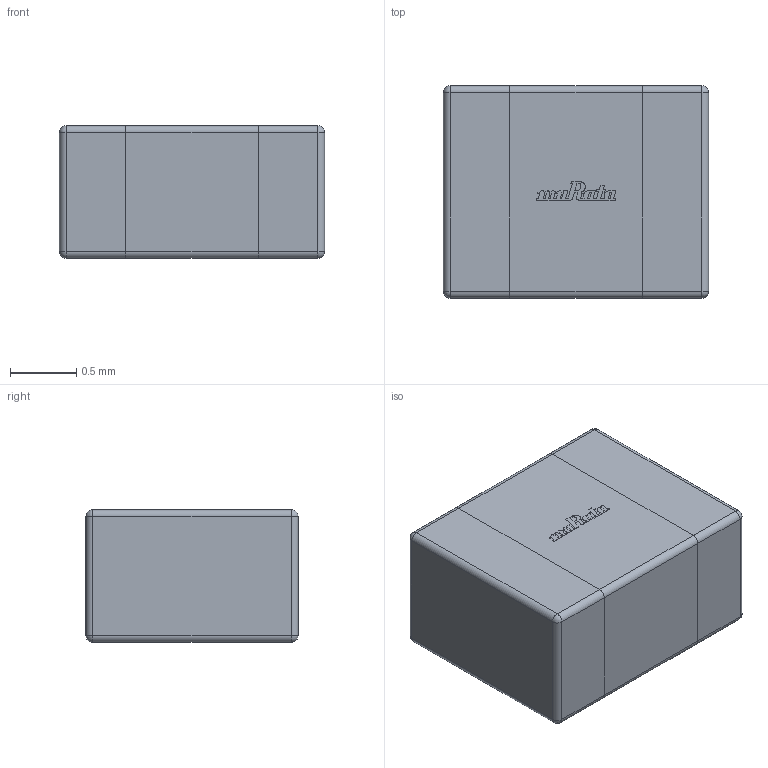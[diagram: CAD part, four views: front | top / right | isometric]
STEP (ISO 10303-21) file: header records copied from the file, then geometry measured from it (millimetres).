
FILE_DESCRIPTION(('FreeCAD Model'),'2;1');
FILE_NAME('DFE201610C.step', '2020-09-02T20:55:12',('Author'),(''), 'Open CASCADE STEP processor 7.3','FreeCAD','Unknown');
FILE_SCHEMA(('AUTOMOTIVE_DESIGN { 1 0 10303 214 1 1 1 1 }'));
Length unit declared in the file: millimetre
Products named in the file (4): DFE201610C; Logo; Body; Pins
Assembly tree (3 placements, depth 2):
  DFE201610C
    Logo
    Body
    Pins
Bounding box: 2 x 1.6 x 1 mm (x, y, z)
Volume: 3.2 mm3; surface area: 19.7 mm2
Topology: 4 solids, 4 shells, 209 faces, 587 edges, 378 vertices
Faces by surface type: cylinder 104, plane 97, sphere 8
Entity records: 14264 total; most frequent: CARTESIAN_POINT 3248, DIRECTION 1911, ORIENTED_EDGE 1158, PCURVE 1158, DEFINITIONAL_REPRESENTATION 1158, LINE 977, VECTOR 977, EDGE_CURVE 579
